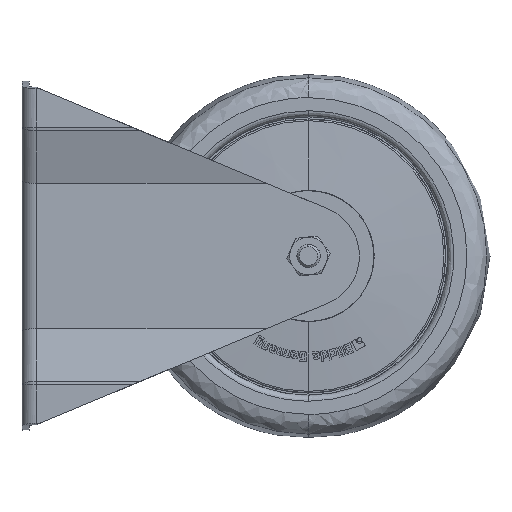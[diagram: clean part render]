
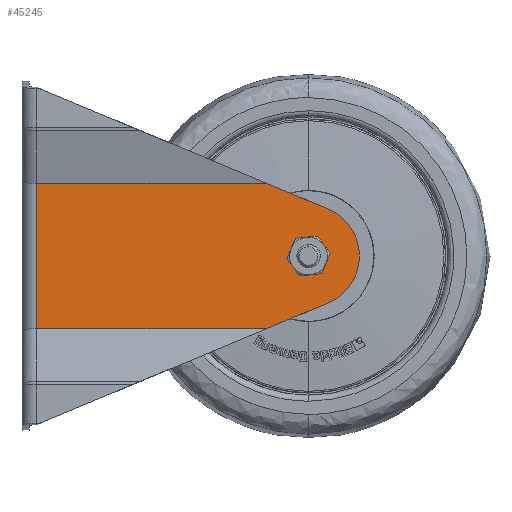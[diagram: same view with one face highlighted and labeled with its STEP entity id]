
A CAD part, left-side view. The second image highlights one B-rep face of the part: STEP entity #45245.
In plain terms, the highlighted face is planar.
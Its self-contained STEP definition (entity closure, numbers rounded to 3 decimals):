
#1038 = CARTESIAN_POINT ( 'NONE',  ( -4.954, -21., 132.068 ) ) ;
#1257 = ORIENTED_EDGE ( 'NONE', *, *, #47779, .T. ) ;
#1575 = ORIENTED_EDGE ( 'NONE', *, *, #4907, .F. ) ;
#2595 = DIRECTION ( 'NONE',  ( 0., 0., -1. ) ) ;
#3322 = CARTESIAN_POINT ( 'NONE',  ( 25., -21., 5. ) ) ;
#4161 = AXIS2_PLACEMENT_3D ( 'NONE', #40208, #18044, #43889 ) ;
#4181 = ORIENTED_EDGE ( 'NONE', *, *, #25829, .T. ) ;
#4381 = CARTESIAN_POINT ( 'NONE',  ( 25., -21., 84.034 ) ) ;
#4773 = VECTOR ( 'NONE', #2595, 1000. ) ;
#4907 = EDGE_CURVE ( 'NONE', #5063, #24070, #5844, .T. ) ;
#5063 = VERTEX_POINT ( 'NONE', #45794 ) ;
#5491 = EDGE_CURVE ( 'NONE', #47154, #44248, #46598, .T. ) ;
#5682 = CARTESIAN_POINT ( 'NONE',  ( 0., -21., 94.25 ) ) ;
#5734 = EDGE_CURVE ( 'NONE', #24070, #5063, #24128, .T. ) ;
#5764 = DIRECTION ( 'NONE',  ( 0., -1., 0. ) ) ;
#5844 = CIRCLE ( 'NONE', #4161, 4.25 ) ;
#6319 = DIRECTION ( 'NONE',  ( 0., -1., 0. ) ) ;
#6361 = CARTESIAN_POINT ( 'NONE',  ( 16.15, -21., 105.24 ) ) ;
#6484 = CARTESIAN_POINT ( 'NONE',  ( -16.15, -21., 105.24 ) ) ;
#8046 = DIRECTION ( 'NONE',  ( -0.385, 0., 0.923 ) ) ;
#8131 = VECTOR ( 'NONE', #30491, 1000. ) ;
#8916 = PLANE ( 'NONE',  #32172 ) ;
#9937 = FACE_BOUND ( 'NONE', #42649, .T. ) ;
#12662 = EDGE_CURVE ( 'NONE', #21015, #25947, #28397, .T. ) ;
#12783 = DIRECTION ( 'NONE',  ( 0., -1., 0. ) ) ;
#14900 = ORIENTED_EDGE ( 'NONE', *, *, #12662, .F. ) ;
#15276 = DIRECTION ( 'NONE',  ( 0.385, 0., 0.923 ) ) ;
#15408 = CARTESIAN_POINT ( 'NONE',  ( -25., -21., 84.034 ) ) ;
#18044 = DIRECTION ( 'NONE',  ( 0., -1., 0. ) ) ;
#18708 = ORIENTED_EDGE ( 'NONE', *, *, #33564, .F. ) ;
#18739 = ORIENTED_EDGE ( 'NONE', *, *, #5491, .T. ) ;
#18777 = VECTOR ( 'NONE', #8046, 1000. ) ;
#19990 = FACE_OUTER_BOUND ( 'NONE', #44350, .T. ) ;
#21015 = VERTEX_POINT ( 'NONE', #15408 ) ;
#22534 = CARTESIAN_POINT ( 'NONE',  ( 25., -21., 130. ) ) ;
#22877 = CIRCLE ( 'NONE', #23926, 17.5 ) ;
#23926 = AXIS2_PLACEMENT_3D ( 'NONE', #28867, #6319, #32607 ) ;
#24070 = VERTEX_POINT ( 'NONE', #5682 ) ;
#24118 = CARTESIAN_POINT ( 'NONE',  ( -25., -21., 5. ) ) ;
#24128 = CIRCLE ( 'NONE', #41505, 4.25 ) ;
#24839 = VERTEX_POINT ( 'NONE', #4381 ) ;
#25829 = EDGE_CURVE ( 'NONE', #29862, #25947, #22877, .T. ) ;
#25947 = VERTEX_POINT ( 'NONE', #6484 ) ;
#26750 = CARTESIAN_POINT ( 'NONE',  ( 25., -21., 5. ) ) ;
#28352 = CARTESIAN_POINT ( 'NONE',  ( 0., -21., 98.5 ) ) ;
#28397 = LINE ( 'NONE', #1038, #47960 ) ;
#28659 = LINE ( 'NONE', #37813, #18777 ) ;
#28867 = CARTESIAN_POINT ( 'NONE',  ( 0., -21., 98.5 ) ) ;
#29862 = VERTEX_POINT ( 'NONE', #6361 ) ;
#30491 = DIRECTION ( 'NONE',  ( 1., 0., 0. ) ) ;
#30742 = LINE ( 'NONE', #22534, #40544 ) ;
#32093 = DIRECTION ( 'NONE',  ( 1., 0., 0. ) ) ;
#32172 = AXIS2_PLACEMENT_3D ( 'NONE', #45996, #12783, #38769 ) ;
#32607 = DIRECTION ( 'NONE',  ( 1., 0., 0. ) ) ;
#33564 = EDGE_CURVE ( 'NONE', #24839, #44248, #30742, .T. ) ;
#36401 = ORIENTED_EDGE ( 'NONE', *, *, #41179, .T. ) ;
#37813 = CARTESIAN_POINT ( 'NONE',  ( 4.954, -21., 132.068 ) ) ;
#38769 = DIRECTION ( 'NONE',  ( 1., 0., 0. ) ) ;
#40208 = CARTESIAN_POINT ( 'NONE',  ( 0., -21., 98.5 ) ) ;
#40544 = VECTOR ( 'NONE', #44578, 1000. ) ;
#41179 = EDGE_CURVE ( 'NONE', #24839, #29862, #28659, .T. ) ;
#41505 = AXIS2_PLACEMENT_3D ( 'NONE', #28352, #5764, #32093 ) ;
#42649 = EDGE_LOOP ( 'NONE', ( #1575, #45519 ) ) ;
#43376 = LINE ( 'NONE', #47345, #4773 ) ;
#43889 = DIRECTION ( 'NONE',  ( 1., 0., 0. ) ) ;
#44248 = VERTEX_POINT ( 'NONE', #3322 ) ;
#44350 = EDGE_LOOP ( 'NONE', ( #36401, #4181, #14900, #1257, #18739, #18708 ) ) ;
#44578 = DIRECTION ( 'NONE',  ( 0., 0., -1. ) ) ;
#45245 = ADVANCED_FACE ( 'NONE', ( #9937, #19990 ), #8916, .T. ) ;
#45519 = ORIENTED_EDGE ( 'NONE', *, *, #5734, .F. ) ;
#45794 = CARTESIAN_POINT ( 'NONE',  ( 0., -21., 102.75 ) ) ;
#45996 = CARTESIAN_POINT ( 'NONE',  ( 0., -21., 130. ) ) ;
#46598 = LINE ( 'NONE', #26750, #8131 ) ;
#47154 = VERTEX_POINT ( 'NONE', #24118 ) ;
#47345 = CARTESIAN_POINT ( 'NONE',  ( -25., -21., 130. ) ) ;
#47779 = EDGE_CURVE ( 'NONE', #21015, #47154, #43376, .T. ) ;
#47960 = VECTOR ( 'NONE', #15276, 1000. ) ;
